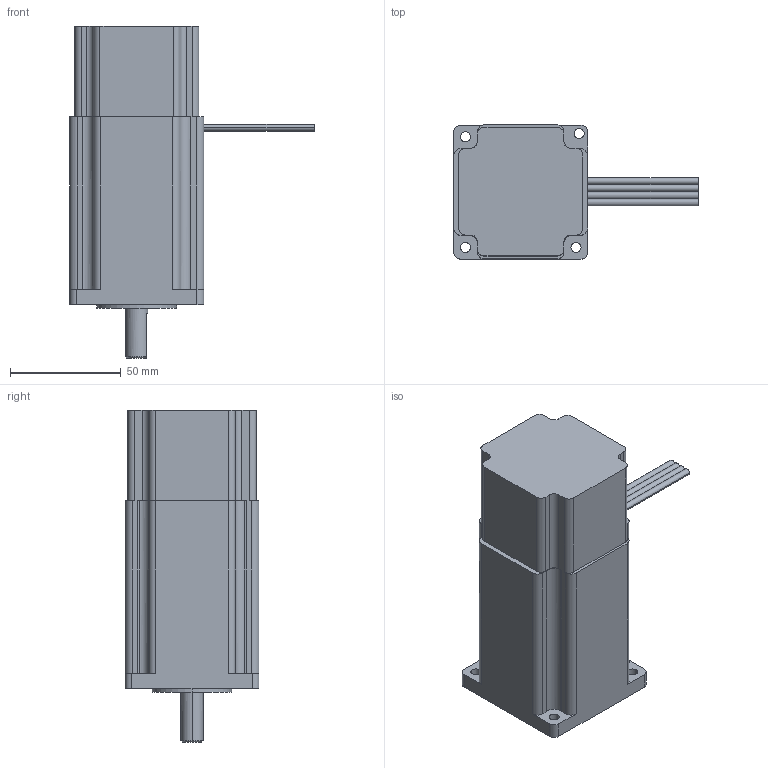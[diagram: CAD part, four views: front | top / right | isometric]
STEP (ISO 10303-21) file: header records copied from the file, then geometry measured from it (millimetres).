
FILE_DESCRIPTION (( 'STEP AP214' ), '1' );
FILE_NAME ('AM24HS5411-BR01.STEP', '2016-06-17T02:27:18', ( 'jrww' ), ( 'jrww' ), 'SwSTEP 2.0', 'SolidWorks 2011', '' );
FILE_SCHEMA (( 'AUTOMOTIVE_DESIGN' ));
Length unit declared in the file: millimetre
Products named in the file (1): AM24HS5411-BR01
Bounding box: 110.5 x 60.5 x 150 mm (x, y, z)
Volume: 398929.1 mm3; surface area: 38212.2 mm2
Topology: 1 solids, 1 shells, 98 faces, 260 edges, 170 vertices
Faces by surface type: cylinder 50, plane 46, cone 2
Entity records: 3132 total; most frequent: DIRECTION 568, CARTESIAN_POINT 539, ORIENTED_EDGE 520, EDGE_CURVE 260, AXIS2_PLACEMENT_3D 211, VERTEX_POINT 170, VECTOR 146, LINE 146
